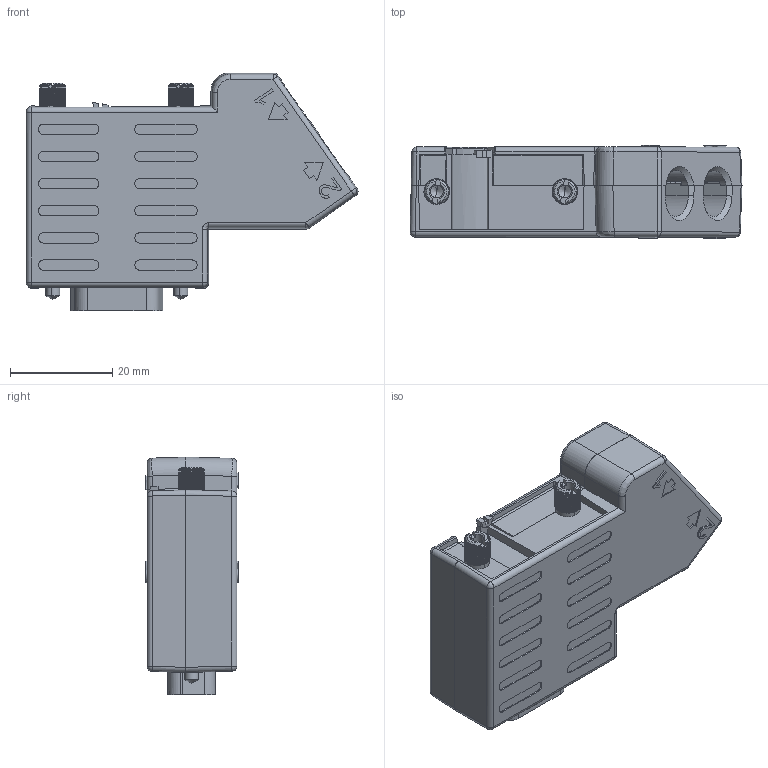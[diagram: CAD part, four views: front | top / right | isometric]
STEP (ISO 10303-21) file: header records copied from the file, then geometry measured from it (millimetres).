
FILE_DESCRIPTION(('CATIA V5 STEP Exchange','CAx-IF Rec.Pracs.--- Model Styling and Organization---1.4--- 2014-01-23'),'2;1');
FILE_NAME ('008278-2_0', '2020-11-23T16:22:02+00:00', ('none'), ('Weidmueller'), 'CATIA Version 5-6 Release 2016 SP3 HF44', 'CATIA V5 STEP AP214', 'none');
FILE_SCHEMA(('AUTOMOTIVE_DESIGN { 1 0 10303 214 1 1 1 1 }'));
Products named in the file (1): 1173220000
Bounding box: 64.8 x 18.15 x 46.42 mm (x, y, z)
Volume: 26912.4 mm3; surface area: 14808.6 mm2
Topology: 2 solids, 2 shells, 1528 faces, 4256 edges, 2735 vertices
Faces by surface type: plane 908, cylinder 416, cone 73, sphere 45, extrusion 34, torus 31, bspline 21
Entity records: 51327 total; most frequent: CARTESIAN_POINT 14263, ORIENTED_EDGE 8404, DIRECTION 6357, EDGE_CURVE 4202, VERTEX_POINT 2735, AXIS2_PLACEMENT_3D 2508, VECTOR 2377, LINE 2343
